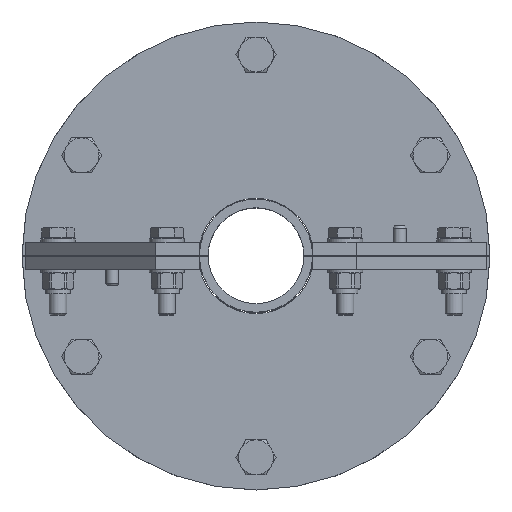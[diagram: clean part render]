
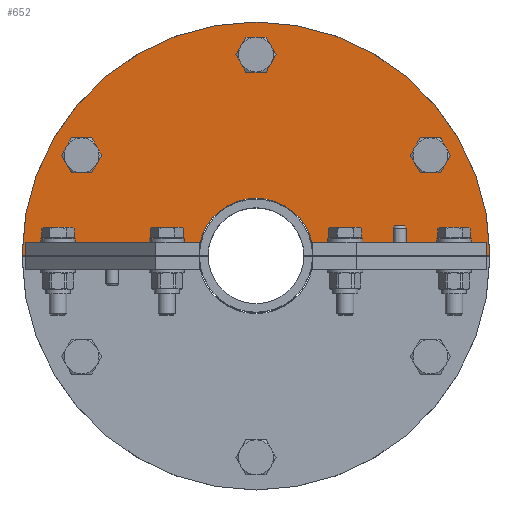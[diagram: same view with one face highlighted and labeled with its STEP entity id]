
A CAD part, top view. The second image highlights one B-rep face of the part: STEP entity #652.
In plain terms, the highlighted planar face has unit normal (0, 0, 1).
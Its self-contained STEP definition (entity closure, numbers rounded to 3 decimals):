
#404=CARTESIAN_POINT('',(107.5,0.2,6.));
#405=VERTEX_POINT('',#404);
#414=CARTESIAN_POINT('',(26.499,0.2,6.));
#415=VERTEX_POINT('',#414);
#416=CARTESIAN_POINT('',(26.499,0.2,6.));
#417=DIRECTION('',(1.0,0.0,0.0));
#418=VECTOR('',#417,81.001);
#419=LINE('',#416,#418);
#420=EDGE_CURVE('',#415,#405,#419,.T.);
#446=CARTESIAN_POINT('',(-107.5,0.2,6.));
#447=VERTEX_POINT('',#446);
#462=CARTESIAN_POINT('',(-26.499,0.2,6.));
#463=VERTEX_POINT('',#462);
#470=CARTESIAN_POINT('',(-107.5,0.2,6.));
#471=DIRECTION('',(1.0,0.0,0.0));
#472=VECTOR('',#471,81.001);
#473=LINE('',#470,#472);
#474=EDGE_CURVE('',#447,#463,#473,.T.);
#544=CARTESIAN_POINT('',(0.0,0.0,6.));
#545=DIRECTION('',(0.0,0.0,-1.0));
#546=DIRECTION('',(-1.0,0.0,0.0));
#547=AXIS2_PLACEMENT_3D('',#544,#545,#546);
#548=CIRCLE('',#547,26.5);
#549=EDGE_CURVE('',#463,#415,#548,.T.);
#562=CARTESIAN_POINT('',(2.625,87.953,6.));
#563=VERTEX_POINT('',#562);
#564=CARTESIAN_POINT('',(0.,92.5,6.));
#565=DIRECTION('',(0.0,0.0,-1.0));
#566=DIRECTION('',(0.5,-0.866,0.0));
#567=AXIS2_PLACEMENT_3D('',#564,#565,#566);
#568=CIRCLE('',#567,5.25);
#569=EDGE_CURVE('',#563,#563,#568,.T.);
#582=CARTESIAN_POINT('',(77.482,41.703,6.));
#583=VERTEX_POINT('',#582);
#584=CARTESIAN_POINT('',(80.107,46.25,6.));
#585=DIRECTION('',(0.0,0.0,-1.0));
#586=DIRECTION('',(-0.5,-0.866,0.0));
#587=AXIS2_PLACEMENT_3D('',#584,#585,#586);
#588=CIRCLE('',#587,5.25);
#589=EDGE_CURVE('',#583,#583,#588,.T.);
#602=CARTESIAN_POINT('',(-74.857,46.25,6.));
#603=VERTEX_POINT('',#602);
#604=CARTESIAN_POINT('',(-80.107,46.25,6.));
#605=DIRECTION('',(0.0,0.0,-1.0));
#606=DIRECTION('',(1.0,0.0,0.0));
#607=AXIS2_PLACEMENT_3D('',#604,#605,#606);
#608=CIRCLE('',#607,5.25);
#609=EDGE_CURVE('',#603,#603,#608,.T.);
#620=CARTESIAN_POINT('',(0.0,0.0,6.));
#621=DIRECTION('',(0.0,0.0,-1.0));
#622=DIRECTION('',(-1.0,0.0,0.0));
#623=AXIS2_PLACEMENT_3D('',#620,#621,#622);
#624=CIRCLE('',#623,107.5);
#625=EDGE_CURVE('',#447,#405,#624,.T.);
#632=CARTESIAN_POINT('',(0.0,0.0,6.));
#633=DIRECTION('',(0.0,0.0,-1.0));
#634=DIRECTION('',(-1.0,0.0,0.0));
#635=AXIS2_PLACEMENT_3D('',#632,#633,#634);
#636=PLANE('',#635);
#637=ORIENTED_EDGE('',*,*,#474,.T.);
#638=ORIENTED_EDGE('',*,*,#549,.T.);
#639=ORIENTED_EDGE('',*,*,#420,.T.);
#640=ORIENTED_EDGE('',*,*,#625,.F.);
#641=EDGE_LOOP('',(#637,#638,#639,#640));
#642=FACE_OUTER_BOUND('',#641,.T.);
#643=ORIENTED_EDGE('',*,*,#569,.T.);
#644=EDGE_LOOP('',(#643));
#645=FACE_BOUND('',#644,.T.);
#646=ORIENTED_EDGE('',*,*,#589,.T.);
#647=EDGE_LOOP('',(#646));
#648=FACE_BOUND('',#647,.T.);
#649=ORIENTED_EDGE('',*,*,#609,.T.);
#650=EDGE_LOOP('',(#649));
#651=FACE_BOUND('',#650,.T.);
#652=ADVANCED_FACE('',(#642,#645,#648,#651),#636,.F.);
